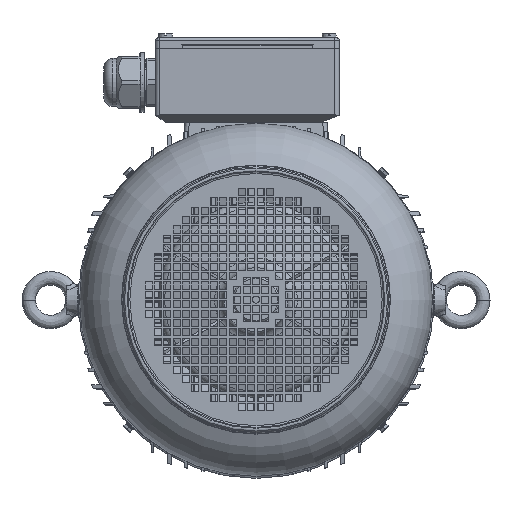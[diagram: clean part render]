
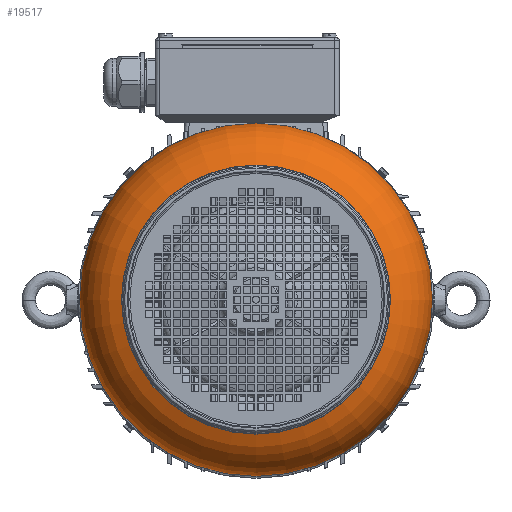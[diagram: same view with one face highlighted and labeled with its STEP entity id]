
A CAD part, top view. The second image highlights one B-rep face of the part: STEP entity #19517.
In plain terms, the highlighted toroidal (fillet/blend) face has major radius 132 mm and minor radius 66.5 mm.
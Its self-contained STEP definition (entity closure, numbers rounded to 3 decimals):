
#9935=TOROIDAL_SURFACE('',#102371,132.,66.5);
#19517=ADVANCED_FACE('',(#41186,#41187),#9935,.T.);
#41186=FACE_BOUND('',#44121,.T.);
#41187=FACE_BOUND('',#44122,.T.);
#44121=EDGE_LOOP('',(#62983));
#44122=EDGE_LOOP('',(#62984));
#48735=CIRCLE('',#102368,151.312);
#48736=CIRCLE('',#102370,198.5);
#62983=ORIENTED_EDGE('',*,*,#93945,.F.);
#62984=ORIENTED_EDGE('',*,*,#93946,.T.);
#84346=VERTEX_POINT('',#162340);
#84347=VERTEX_POINT('',#162343);
#93945=EDGE_CURVE('',#84346,#84346,#48735,.T.);
#93946=EDGE_CURVE('',#84347,#84347,#48736,.T.);
#102368=AXIS2_PLACEMENT_3D('',#162339,#116374,#116375);
#102370=AXIS2_PLACEMENT_3D('',#162342,#116378,#116379);
#102371=AXIS2_PLACEMENT_3D('',#162344,#116380,#116381);
#116374=DIRECTION('',(0.,0.,1.));
#116375=DIRECTION('',(1.,0.,0.));
#116378=DIRECTION('',(0.,0.,1.));
#116379=DIRECTION('',(1.,0.,0.));
#116380=DIRECTION('',(0.,0.,1.));
#116381=DIRECTION('',(1.,0.,0.));
#162339=CARTESIAN_POINT('',(159.373,228.4,650.479));
#162340=CARTESIAN_POINT('',(310.685,228.4,650.479));
#162342=CARTESIAN_POINT('',(159.373,228.4,586.845));
#162343=CARTESIAN_POINT('',(357.873,228.4,586.845));
#162344=CARTESIAN_POINT('',(159.373,228.4,586.845));
